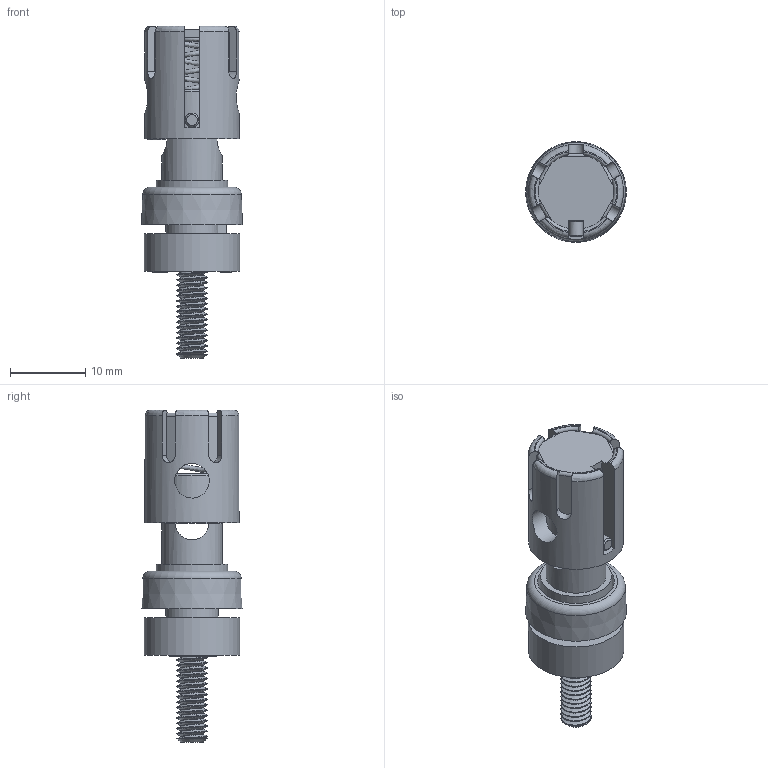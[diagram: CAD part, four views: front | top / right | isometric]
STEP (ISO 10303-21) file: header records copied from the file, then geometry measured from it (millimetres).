
FILE_DESCRIPTION(/* description */ (''),/* implementation_level */ '2;1');
FILE_NAME(/* name */ 'CL681565 SPT3 yellow.stp',/* time_stamp */ '2022-12-14T13:01:16+00:00',/* author */ ('TOttley'),/* organization */ (''),/* preprocessor_version */ 'ST-DEVELOPER v18.1',/* originating_system */ 'Autodesk Inventor 2022',/* authorisation */ '');
FILE_SCHEMA (('AUTOMOTIVE_DESIGN { 1 0 10303 214 3 1 1 }'));
Length unit declared in the file: millimetre
Products named in the file (1): Part1
Bounding box: 13.4 x 13.4 x 44.1 mm (x, y, z)
Volume: 2755.5 mm3; surface area: 3531.2 mm2
Topology: 2 solids, 2 shells, 459 faces, 1303 edges, 863 vertices
Faces by surface type: plane 250, bspline 111, cylinder 72, torus 16, cone 9, sphere 1
Full cylindrical faces by diameter (mm): 1.84 x2, 4 x26, 4.25 x1, 4.3 x1, 4.5 x1, 4.6 x2, 5.3 x1, 7 x1, 8 x1, 9.525 x1, 10.2 x1, 12.6 x1, 12.7 x1
Entity records: 26242 total; most frequent: CARTESIAN_POINT 14654, ORIENTED_EDGE 2608, DIRECTION 1779, EDGE_CURVE 1304, VERTEX_POINT 863, LINE 817, VECTOR 817, EDGE_LOOP 491
